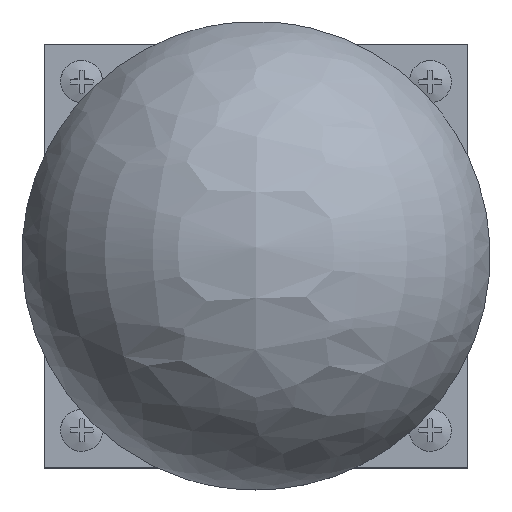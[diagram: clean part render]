
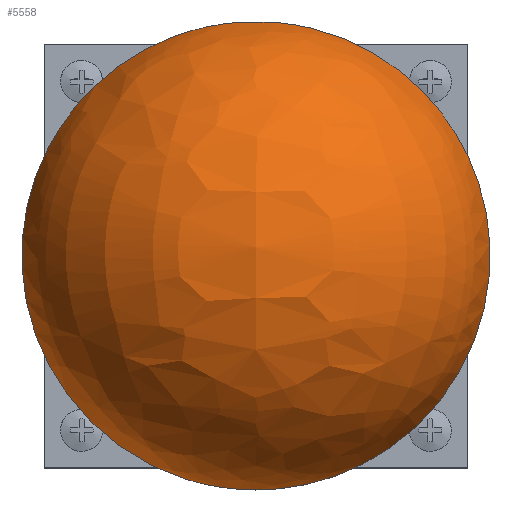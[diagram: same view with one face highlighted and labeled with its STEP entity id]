
A CAD part, top view. The second image highlights one B-rep face of the part: STEP entity #5558.
In plain terms, the highlighted free-form (B-spline) face has degree [2, 2] with [5, 5] control points.
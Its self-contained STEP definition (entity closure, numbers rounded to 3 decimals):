
#5523 = VERTEX_POINT('',#5524);
#5524 = CARTESIAN_POINT('',(47.398,-5.019,
    69.477));
#5529 = EDGE_CURVE('',#5523,#5523,#5530,.T.);
#5530 = ( BOUNDED_CURVE() B_SPLINE_CURVE(2,(#5531,#5532,#5533,#5534,
#5535,#5536,#5537),.UNSPECIFIED.,.T.,.F.) B_SPLINE_CURVE_WITH_KNOTS((1,2
    ,2,2,2,1),(-2.094,0.,2.094,4.189,
6.283,8.378),.UNSPECIFIED.) CURVE() 
GEOMETRIC_REPRESENTATION_ITEM() RATIONAL_B_SPLINE_CURVE((1.,0.5,1.,0.5,
1.,0.5,1.)) REPRESENTATION_ITEM('') );
#5531 = CARTESIAN_POINT('',(47.398,-5.019,
    69.477));
#5532 = CARTESIAN_POINT('',(-43.391,-5.019,
    69.477));
#5533 = CARTESIAN_POINT('',(2.004,73.607,
    69.477));
#5534 = CARTESIAN_POINT('',(47.398,152.232,
    69.477));
#5535 = CARTESIAN_POINT('',(92.793,73.607,
    69.477));
#5536 = CARTESIAN_POINT('',(138.187,-5.019,
    69.477));
#5537 = CARTESIAN_POINT('',(47.398,-5.019,
    69.477));
#5558 = ADVANCED_FACE('',(#5559),#5562,.T.);
#5559 = FACE_BOUND('',#5560,.T.);
#5560 = EDGE_LOOP('',(#5561));
#5561 = ORIENTED_EDGE('',*,*,#5529,.F.);
#5562 = ( BOUNDED_SURFACE() B_SPLINE_SURFACE(2,2,(
    (#5563,#5564,#5565,#5566,#5567)
    ,(#5568,#5569,#5570,#5571,#5572)
    ,(#5573,#5574,#5575,#5576,#5577)
    ,(#5578,#5579,#5580,#5581,#5582)
    ,(#5583,#5584,#5585,#5586,#5587
)),.UNSPECIFIED.,.F.,.F.,.F.) B_SPLINE_SURFACE_WITH_KNOTS((3,2,3),(3,2,3
    ),(0.203,1.571,2.938),(-1.366,
    0.034,1.434),.UNSPECIFIED.) 
GEOMETRIC_REPRESENTATION_ITEM() RATIONAL_B_SPLINE_SURFACE((
    (1.,0.765,1.,0.765,1.)
    ,(0.775,0.593,0.775,0.593
      ,0.775)
    ,(1.,0.765,1.,0.765,1.)
    ,(0.775,0.593,0.775,0.593
      ,0.775)
,(1.,0.765,1.,0.765,1.
))) REPRESENTATION_ITEM('') SURFACE() );
#5563 = CARTESIAN_POINT('',(36.752,-5.019,
    60.802));
#5564 = CARTESIAN_POINT('',(-6.497,4.139,
    69.722));
#5565 = CARTESIAN_POINT('',(-5.,49.213,
    69.413));
#5566 = CARTESIAN_POINT('',(-3.504,94.286,
    69.104));
#5567 = CARTESIAN_POINT('',(40.254,100.431,
    60.08));
#5568 = CARTESIAN_POINT('',(38.541,-5.019,
    69.477));
#5569 = CARTESIAN_POINT('',(2.559,4.139,113.637)
  );
#5570 = CARTESIAN_POINT('',(3.805,49.213,
    112.108));
#5571 = CARTESIAN_POINT('',(5.05,94.286,
    110.58));
#5572 = CARTESIAN_POINT('',(41.455,100.431,
    65.901));
#5573 = CARTESIAN_POINT('',(47.398,-5.019,
    69.477));
#5574 = CARTESIAN_POINT('',(47.398,4.139,
    113.637));
#5575 = CARTESIAN_POINT('',(47.398,49.213,
    112.108));
#5576 = CARTESIAN_POINT('',(47.398,94.286,
    110.58));
#5577 = CARTESIAN_POINT('',(47.398,100.431,
    65.901));
#5578 = CARTESIAN_POINT('',(56.255,-5.019,
    69.477));
#5579 = CARTESIAN_POINT('',(92.237,4.139,
    113.637));
#5580 = CARTESIAN_POINT('',(90.992,49.213,
    112.108));
#5581 = CARTESIAN_POINT('',(89.747,94.286,
    110.58));
#5582 = CARTESIAN_POINT('',(53.342,100.431,
    65.901));
#5583 = CARTESIAN_POINT('',(58.044,-5.019,
    60.802));
#5584 = CARTESIAN_POINT('',(101.294,4.139,
    69.722));
#5585 = CARTESIAN_POINT('',(99.797,49.213,
    69.413));
#5586 = CARTESIAN_POINT('',(98.3,94.286,
    69.104));
#5587 = CARTESIAN_POINT('',(54.542,100.431,
    60.08));
